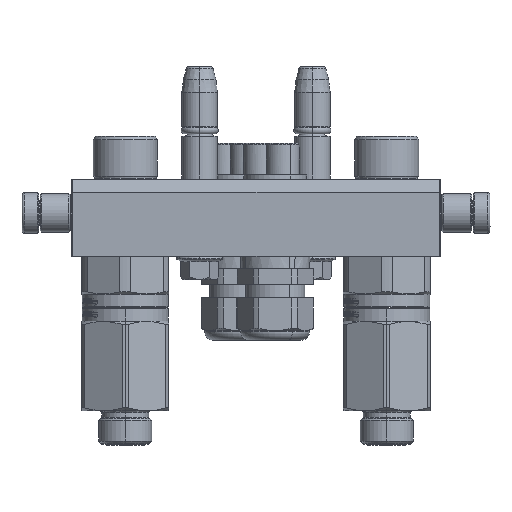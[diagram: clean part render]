
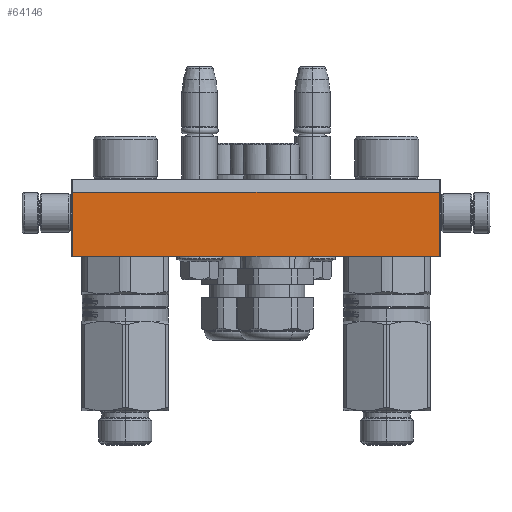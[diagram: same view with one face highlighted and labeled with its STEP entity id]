
A CAD part, left-side view. The second image highlights one B-rep face of the part: STEP entity #64146.
In plain terms, the highlighted face is planar.
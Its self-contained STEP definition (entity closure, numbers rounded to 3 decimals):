
#1109 = ORIENTED_EDGE ( 'NONE', *, *, #40411, .F. ) ;
#1205 = CARTESIAN_POINT ( 'NONE',  ( 143.5, 5., -90. ) ) ;
#3310 = VECTOR ( 'NONE', #26590, 1000. ) ;
#4221 = CARTESIAN_POINT ( 'NONE',  ( 144., 0., -90. ) ) ;
#8274 = CARTESIAN_POINT ( 'NONE',  ( 0.5, 30., -90. ) ) ;
#9733 = VERTEX_POINT ( 'NONE', #53236 ) ;
#12584 = ORIENTED_EDGE ( 'NONE', *, *, #32264, .F. ) ;
#12826 = VERTEX_POINT ( 'NONE', #44828 ) ;
#16741 = CARTESIAN_POINT ( 'NONE',  ( 0.5, 5., -90. ) ) ;
#20095 = VECTOR ( 'NONE', #55795, 1000. ) ;
#24679 = ORIENTED_EDGE ( 'NONE', *, *, #29036, .T. ) ;
#24941 = AXIS2_PLACEMENT_3D ( 'NONE', #4221, #45515, #61653 ) ;
#25539 = DIRECTION ( 'NONE',  ( -1., 0., 0. ) ) ;
#26590 = DIRECTION ( 'NONE',  ( 0., 1., 0. ) ) ;
#28438 = LINE ( 'NONE', #46528, #41522 ) ;
#29036 = EDGE_CURVE ( 'NONE', #60345, #9733, #58859, .T. ) ;
#29924 = DIRECTION ( 'NONE',  ( -1., 0., 0. ) ) ;
#32264 = EDGE_CURVE ( 'NONE', #12826, #49027, #28438, .T. ) ;
#36077 = VECTOR ( 'NONE', #29924, 1000. ) ;
#37251 = LINE ( 'NONE', #45583, #20095 ) ;
#39251 = EDGE_LOOP ( 'NONE', ( #12584, #1109, #24679, #45790 ) ) ;
#40411 = EDGE_CURVE ( 'NONE', #60345, #12826, #37251, .T. ) ;
#41522 = VECTOR ( 'NONE', #25539, 1000. ) ;
#44828 = CARTESIAN_POINT ( 'NONE',  ( 143.5, 30., -90. ) ) ;
#45515 = DIRECTION ( 'NONE',  ( 0., 0., -1. ) ) ;
#45583 = CARTESIAN_POINT ( 'NONE',  ( 143.5, 5., -90. ) ) ;
#45790 = ORIENTED_EDGE ( 'NONE', *, *, #60539, .T. ) ;
#46528 = CARTESIAN_POINT ( 'NONE',  ( 143.5, 30., -90. ) ) ;
#49027 = VERTEX_POINT ( 'NONE', #8274 ) ;
#50231 = CARTESIAN_POINT ( 'NONE',  ( 143.5, 5., -90. ) ) ;
#50458 = FACE_OUTER_BOUND ( 'NONE', #39251, .T. ) ;
#53236 = CARTESIAN_POINT ( 'NONE',  ( 0.5, 5., -90. ) ) ;
#55795 = DIRECTION ( 'NONE',  ( 0., 1., 0. ) ) ;
#58859 = LINE ( 'NONE', #50231, #36077 ) ;
#60345 = VERTEX_POINT ( 'NONE', #1205 ) ;
#60539 = EDGE_CURVE ( 'NONE', #9733, #49027, #66929, .T. ) ;
#61653 = DIRECTION ( 'NONE',  ( -1., 0., 0. ) ) ;
#64146 = ADVANCED_FACE ( 'NONE', ( #50458 ), #66225, .T. ) ;
#66225 = PLANE ( 'NONE',  #24941 ) ;
#66929 = LINE ( 'NONE', #16741, #3310 ) ;
